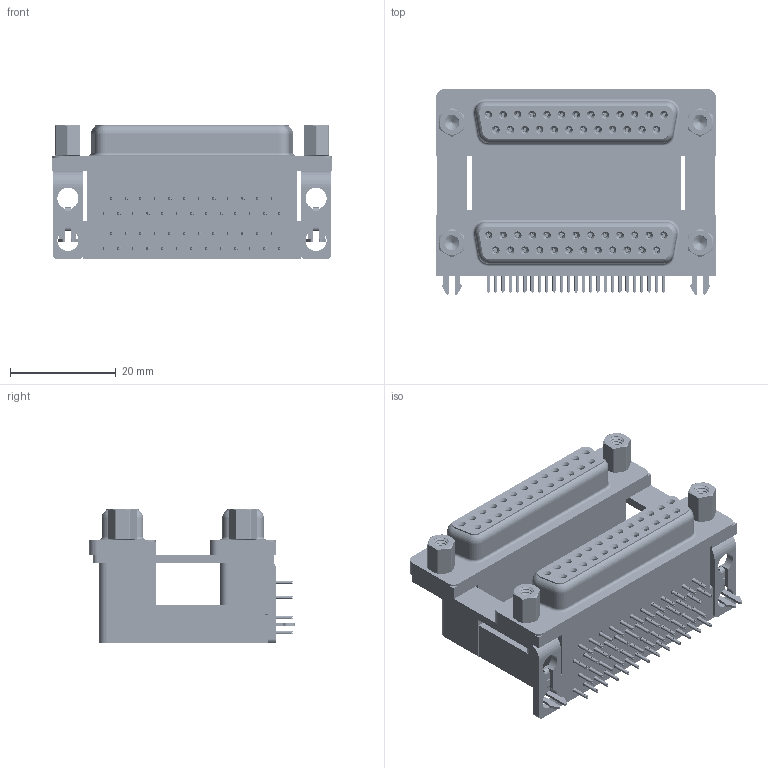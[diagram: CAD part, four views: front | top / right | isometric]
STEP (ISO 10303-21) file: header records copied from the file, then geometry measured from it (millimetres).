
FILE_DESCRIPTION (( 'STEP AP203' ), '1' );
FILE_NAME ('662-025-264-049.STEP', '2022-06-16T23:14:13', ( '' ), ( '' ), 'SwSTEP 2.0', 'SolidWorks 2020', '' );
FILE_SCHEMA (( 'CONFIG_CONTROL_DESIGN' ));
Length unit declared in the file: millimetre
Products named in the file (13): 662 Threaded Rivet_4-40; 662 4-40 Hex Standoff 5; 662-025-264-049; 662 Shell_25 Contacts; 662 Housing Lower_25 Contacts; 662 2 Prong Board Lock_4; 662 Housing Spacer_25 Contacts H; 662 Contact Top Lower; 662 Mounting Bracket_2ProngH; 662 Contact Bottom Lower; 662 Contact Top Upper_H; 662 Housing Upper_25 Contacts H; 662 Contact Bottom Upper_H
Assembly tree (67 placements, depth 2):
  662-025-264-049
    662 Housing Lower_25 Contacts
    662 Housing Spacer_25 Contacts H
    662 Housing Upper_25 Contacts H
    662 Shell_25 Contacts  x2
    662 Contact Bottom Lower  x12
    662 Contact Top Lower  x13
    662 Contact Bottom Upper_H  x12
    662 Contact Top Upper_H  x13
    662 Mounting Bracket_2ProngH  x2
    662 2 Prong Board Lock_4  x2
    662 Threaded Rivet_4-40  x4
    662 4-40 Hex Standoff 5  x4
Bounding box: 53.04 x 38.91 x 25.4 mm (x, y, z)
Volume: 25402.3 mm3; surface area: 28017.1 mm2
Topology: 67 solids, 67 shells, 8152 faces, 21460 edges, 13492 vertices
Faces by surface type: plane 3698, cylinder 1978, bspline 1740, cone 660, torus 76
Entity records: 66993 total; most frequent: CARTESIAN_POINT 21235, ORIENTED_EDGE 9160, DIRECTION 8200, EDGE_CURVE 4580, VECTOR 3200, LINE 3200, VERTEX_POINT 2944, AXIS2_PLACEMENT_3D 2500
